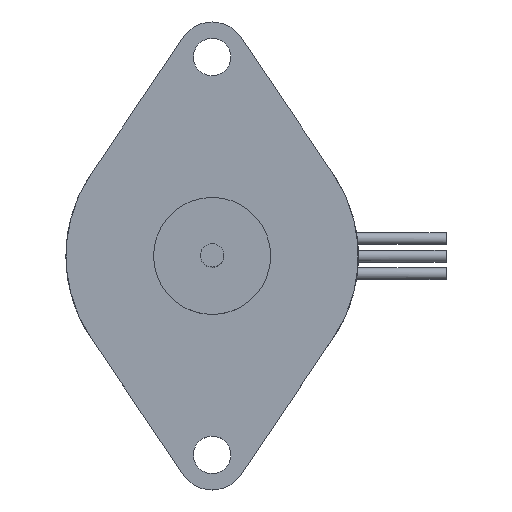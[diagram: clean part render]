
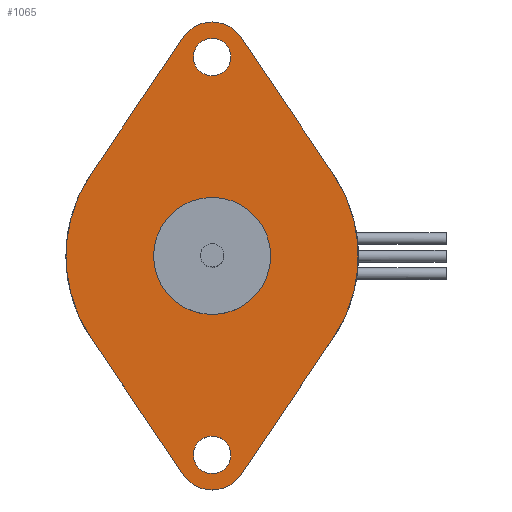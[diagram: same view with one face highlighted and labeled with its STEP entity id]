
A CAD part, top view. The second image highlights one B-rep face of the part: STEP entity #1065.
In plain terms, the highlighted planar face has unit normal (0, 0, 1).
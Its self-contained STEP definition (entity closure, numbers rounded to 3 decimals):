
#780=CARTESIAN_POINT('',(5.0,0.,0.8));
#781=VERTEX_POINT('',#780);
#782=CARTESIAN_POINT('',(0.0,0.0,0.8));
#783=DIRECTION('',(0.0,0.0,-1.0));
#784=DIRECTION('',(-1.0,0.0,0.0));
#785=AXIS2_PLACEMENT_3D('',#782,#783,#784);
#786=CIRCLE('',#785,5.0);
#787=EDGE_CURVE('',#781,#781,#786,.T.);
#809=CARTESIAN_POINT('',(1.6,-17.0,0.8));
#810=VERTEX_POINT('',#809);
#811=CARTESIAN_POINT('',(0.0,-17.0,0.8));
#812=DIRECTION('',(0.0,0.0,-1.0));
#813=DIRECTION('',(-1.0,0.0,0.0));
#814=AXIS2_PLACEMENT_3D('',#811,#812,#813);
#815=CIRCLE('',#814,1.6);
#816=EDGE_CURVE('',#810,#810,#815,.T.);
#829=CARTESIAN_POINT('',(1.6,17.0,0.8));
#830=VERTEX_POINT('',#829);
#831=CARTESIAN_POINT('',(0.0,17.0,0.8));
#832=DIRECTION('',(0.0,0.0,-1.0));
#833=DIRECTION('',(-1.0,0.0,0.0));
#834=AXIS2_PLACEMENT_3D('',#831,#832,#833);
#835=CIRCLE('',#834,1.6);
#836=EDGE_CURVE('',#830,#830,#835,.T.);
#849=CARTESIAN_POINT('',(2.488,18.676,0.8));
#850=VERTEX_POINT('',#849);
#851=CARTESIAN_POINT('',(10.366,6.985,0.8));
#852=VERTEX_POINT('',#851);
#853=CARTESIAN_POINT('',(2.488,18.676,0.8));
#854=DIRECTION('',(0.559,-0.829,0.0));
#855=VECTOR('',#854,14.098);
#856=LINE('',#853,#855);
#857=EDGE_CURVE('',#850,#852,#856,.T.);
#880=CARTESIAN_POINT('',(10.366,-6.985,0.8));
#881=VERTEX_POINT('',#880);
#882=CARTESIAN_POINT('',(0.0,0.0,0.8));
#883=DIRECTION('',(0.0,0.0,-1.));
#884=DIRECTION('',(-0.829,0.559,0.0));
#885=AXIS2_PLACEMENT_3D('',#882,#883,#884);
#886=CIRCLE('',#885,12.5);
#887=EDGE_CURVE('',#852,#881,#886,.T.);
#906=CARTESIAN_POINT('',(2.488,-18.676,0.8));
#907=VERTEX_POINT('',#906);
#908=CARTESIAN_POINT('',(10.366,-6.985,0.8));
#909=DIRECTION('',(-0.559,-0.829,0.0));
#910=VECTOR('',#909,14.098);
#911=LINE('',#908,#910);
#912=EDGE_CURVE('',#881,#907,#911,.T.);
#930=CARTESIAN_POINT('',(-2.488,-18.676,0.8));
#931=VERTEX_POINT('',#930);
#932=CARTESIAN_POINT('',(0.0,-17.0,0.8));
#933=DIRECTION('',(0.0,0.0,-1.0));
#934=DIRECTION('',(0.829,0.559,0.0));
#935=AXIS2_PLACEMENT_3D('',#932,#933,#934);
#936=CIRCLE('',#935,3.);
#937=EDGE_CURVE('',#907,#931,#936,.T.);
#955=CARTESIAN_POINT('',(-10.366,-6.985,0.8));
#956=VERTEX_POINT('',#955);
#957=CARTESIAN_POINT('',(-2.488,-18.676,0.8));
#958=DIRECTION('',(-0.559,0.829,0.0));
#959=VECTOR('',#958,14.098);
#960=LINE('',#957,#959);
#961=EDGE_CURVE('',#931,#956,#960,.T.);
#979=CARTESIAN_POINT('',(-10.366,6.985,0.8));
#980=VERTEX_POINT('',#979);
#981=CARTESIAN_POINT('',(0.0,0.0,0.8));
#982=DIRECTION('',(0.0,0.0,-1.0));
#983=DIRECTION('',(0.829,-0.559,0.0));
#984=AXIS2_PLACEMENT_3D('',#981,#982,#983);
#985=CIRCLE('',#984,12.5);
#986=EDGE_CURVE('',#956,#980,#985,.T.);
#1004=CARTESIAN_POINT('',(-2.488,18.676,0.8));
#1005=VERTEX_POINT('',#1004);
#1006=CARTESIAN_POINT('',(-10.366,6.985,0.8));
#1007=DIRECTION('',(0.559,0.829,0.0));
#1008=VECTOR('',#1007,14.098);
#1009=LINE('',#1006,#1008);
#1010=EDGE_CURVE('',#980,#1005,#1009,.T.);
#1028=CARTESIAN_POINT('',(0.0,17.0,0.8));
#1029=DIRECTION('',(0.0,0.0,-1.));
#1030=DIRECTION('',(-0.829,-0.559,0.0));
#1031=AXIS2_PLACEMENT_3D('',#1028,#1029,#1030);
#1032=CIRCLE('',#1031,3.0);
#1033=EDGE_CURVE('',#1005,#850,#1032,.T.);
#1041=CARTESIAN_POINT('',(0.,0.,0.8));
#1042=DIRECTION('',(0.0,0.0,1.0));
#1043=DIRECTION('',(1.0,0.0,0.0));
#1044=AXIS2_PLACEMENT_3D('',#1041,#1042,#1043);
#1045=PLANE('',#1044);
#1046=ORIENTED_EDGE('',*,*,#857,.F.);
#1047=ORIENTED_EDGE('',*,*,#1033,.F.);
#1048=ORIENTED_EDGE('',*,*,#1010,.F.);
#1049=ORIENTED_EDGE('',*,*,#986,.F.);
#1050=ORIENTED_EDGE('',*,*,#961,.F.);
#1051=ORIENTED_EDGE('',*,*,#937,.F.);
#1052=ORIENTED_EDGE('',*,*,#912,.F.);
#1053=ORIENTED_EDGE('',*,*,#887,.F.);
#1054=EDGE_LOOP('',(#1046,#1047,#1048,#1049,#1050,#1051,#1052,#1053));
#1055=FACE_OUTER_BOUND('',#1054,.T.);
#1056=ORIENTED_EDGE('',*,*,#787,.T.);
#1057=EDGE_LOOP('',(#1056));
#1058=FACE_BOUND('',#1057,.T.);
#1059=ORIENTED_EDGE('',*,*,#816,.T.);
#1060=EDGE_LOOP('',(#1059));
#1061=FACE_BOUND('',#1060,.T.);
#1062=ORIENTED_EDGE('',*,*,#836,.T.);
#1063=EDGE_LOOP('',(#1062));
#1064=FACE_BOUND('',#1063,.T.);
#1065=ADVANCED_FACE('',(#1055,#1058,#1061,#1064),#1045,.T.);
